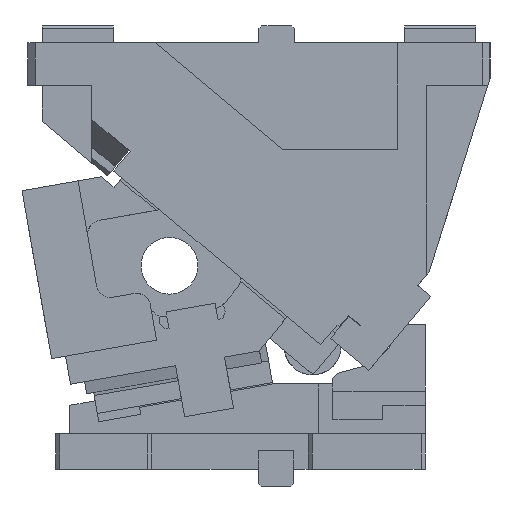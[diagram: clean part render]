
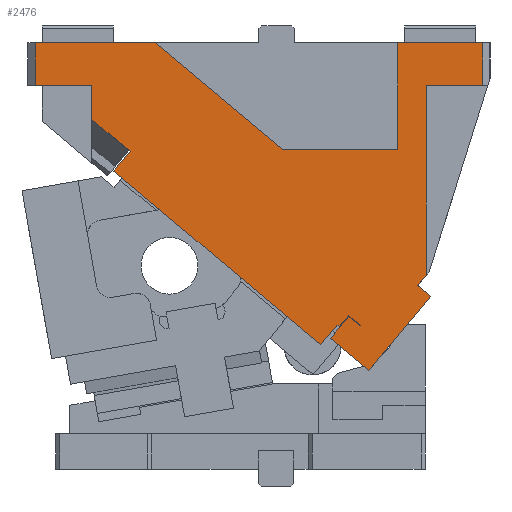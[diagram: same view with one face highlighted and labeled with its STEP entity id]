
A CAD part, left-side view. The second image highlights one B-rep face of the part: STEP entity #2476.
In plain terms, the highlighted planar face has unit normal (-1, 0, 0).
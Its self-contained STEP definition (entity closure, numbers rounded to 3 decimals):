
#787=CARTESIAN_POINT('Line Origine',(429.811,979.322,-65.212)) ;
#791=CARTESIAN_POINT('Vertex',(429.811,992.73,-53.961)) ;
#793=CARTESIAN_POINT('Vertex',(429.811,965.914,-76.462)) ;
#1232=CARTESIAN_POINT('Line Origine',(429.811,992.73,-41.98)) ;
#1236=CARTESIAN_POINT('Vertex',(429.811,992.73,-30.)) ;
#1994=CARTESIAN_POINT('Vertex',(429.811,763.549,-170.553)) ;
#2022=CARTESIAN_POINT('Vertex',(429.811,757.73,-163.618)) ;
#2025=CARTESIAN_POINT('Line Origine',(429.811,760.64,-167.085)) ;
#2294=CARTESIAN_POINT('Axis2P3D Location',(429.811,871.601,-62.301)) ;
#2299=CARTESIAN_POINT('Line Origine',(429.811,776.212,-204.312)) ;
#2303=CARTESIAN_POINT('Vertex',(429.811,798.066,-230.357)) ;
#2305=CARTESIAN_POINT('Vertex',(429.811,754.357,-178.266)) ;
#2308=CARTESIAN_POINT('Line Origine',(429.811,758.953,-174.409)) ;
#2313=CARTESIAN_POINT('Line Origine',(429.811,757.73,-96.809)) ;
#2317=CARTESIAN_POINT('Vertex',(429.811,757.73,-30.)) ;
#2320=CARTESIAN_POINT('Line Origine',(429.811,737.73,-30.)) ;
#2324=CARTESIAN_POINT('Vertex',(429.811,717.73,-30.)) ;
#2327=CARTESIAN_POINT('Line Origine',(429.811,717.73,-15.)) ;
#2331=CARTESIAN_POINT('Vertex',(429.811,717.73,0.)) ;
#2334=CARTESIAN_POINT('Line Origine',(429.811,747.73,0.)) ;
#2338=CARTESIAN_POINT('Vertex',(429.811,777.73,0.)) ;
#2341=CARTESIAN_POINT('Line Origine',(429.811,777.73,-37.5)) ;
#2345=CARTESIAN_POINT('Vertex',(429.811,777.73,-75.)) ;
#2348=CARTESIAN_POINT('Line Origine',(429.811,818.245,-75.)) ;
#2352=CARTESIAN_POINT('Vertex',(429.811,858.76,-75.)) ;
#2355=CARTESIAN_POINT('Line Origine',(429.811,903.448,-37.5)) ;
#2359=CARTESIAN_POINT('Vertex',(429.811,948.136,0.)) ;
#2362=CARTESIAN_POINT('Line Origine',(429.811,990.433,0.)) ;
#2366=CARTESIAN_POINT('Vertex',(429.811,1032.73,0.)) ;
#2369=CARTESIAN_POINT('Line Origine',(429.811,1032.73,-15.)) ;
#2373=CARTESIAN_POINT('Vertex',(429.811,1032.73,-30.)) ;
#2376=CARTESIAN_POINT('Line Origine',(429.811,1012.73,-30.)) ;
#2381=CARTESIAN_POINT('Line Origine',(429.811,971.699,-83.357)) ;
#2385=CARTESIAN_POINT('Vertex',(429.811,977.484,-90.251)) ;
#2388=CARTESIAN_POINT('Line Origine',(429.811,904.71,-151.316)) ;
#2392=CARTESIAN_POINT('Vertex',(429.811,831.935,-212.381)) ;
#2395=CARTESIAN_POINT('Line Origine',(429.811,826.15,-205.486)) ;
#2399=CARTESIAN_POINT('Vertex',(429.811,820.365,-198.592)) ;
#2402=CARTESIAN_POINT('Line Origine',(429.811,819.599,-199.235)) ;
#2406=CARTESIAN_POINT('Vertex',(429.811,818.833,-199.878)) ;
#2409=CARTESIAN_POINT('Line Origine',(429.811,815.458,-195.856)) ;
#2413=CARTESIAN_POINT('Vertex',(429.811,812.084,-191.834)) ;
#2416=CARTESIAN_POINT('Line Origine',(429.811,808.062,-195.209)) ;
#2420=CARTESIAN_POINT('Vertex',(429.811,804.04,-198.583)) ;
#2423=CARTESIAN_POINT('Line Origine',(429.811,804.201,-198.775)) ;
#2427=CARTESIAN_POINT('Vertex',(429.811,804.362,-198.966)) ;
#2430=CARTESIAN_POINT('Line Origine',(429.811,808.192,-195.753)) ;
#2434=CARTESIAN_POINT('Vertex',(429.811,812.022,-192.539)) ;
#2437=CARTESIAN_POINT('Line Origine',(429.811,818.45,-200.199)) ;
#2441=CARTESIAN_POINT('Vertex',(429.811,824.878,-207.859)) ;
#2444=CARTESIAN_POINT('Line Origine',(429.811,811.472,-219.108)) ;
#788=DIRECTION('Vector Direction',(0.,-0.766,-0.643)) ;
#1233=DIRECTION('Vector Direction',(0.,0.,-1.)) ;
#2026=DIRECTION('Vector Direction',(0.,0.643,-0.766)) ;
#2295=DIRECTION('Axis2P3D Direction',(1.,0.,0.)) ;
#2296=DIRECTION('Axis2P3D XDirection',(0.,1.,0.)) ;
#2300=DIRECTION('Vector Direction',(0.,-0.643,0.766)) ;
#2309=DIRECTION('Vector Direction',(0.,0.766,0.643)) ;
#2314=DIRECTION('Vector Direction',(0.,0.,1.)) ;
#2321=DIRECTION('Vector Direction',(0.,-1.,0.)) ;
#2328=DIRECTION('Vector Direction',(0.,0.,-1.)) ;
#2335=DIRECTION('Vector Direction',(0.,-1.,0.)) ;
#2342=DIRECTION('Vector Direction',(0.,0.,-1.)) ;
#2349=DIRECTION('Vector Direction',(0.,1.,0.)) ;
#2356=DIRECTION('Vector Direction',(0.,-0.766,-0.643)) ;
#2363=DIRECTION('Vector Direction',(0.,1.,0.)) ;
#2370=DIRECTION('Vector Direction',(0.,0.,1.)) ;
#2377=DIRECTION('Vector Direction',(0.,-1.,0.)) ;
#2382=DIRECTION('Vector Direction',(0.,-0.643,0.766)) ;
#2389=DIRECTION('Vector Direction',(0.,-0.766,-0.643)) ;
#2396=DIRECTION('Vector Direction',(0.,-0.643,0.766)) ;
#2403=DIRECTION('Vector Direction',(0.,-0.766,-0.643)) ;
#2410=DIRECTION('Vector Direction',(0.,-0.643,0.766)) ;
#2417=DIRECTION('Vector Direction',(0.,-0.766,-0.643)) ;
#2424=DIRECTION('Vector Direction',(0.,0.643,-0.766)) ;
#2431=DIRECTION('Vector Direction',(0.,-0.766,-0.643)) ;
#2438=DIRECTION('Vector Direction',(0.,-0.643,0.766)) ;
#2445=DIRECTION('Vector Direction',(0.,-0.766,-0.643)) ;
#2297=AXIS2_PLACEMENT_3D('Plane Axis2P3D',#2294,#2295,#2296) ;
#2450=ORIENTED_EDGE('',*,*,#2307,.T.) ;
#2451=ORIENTED_EDGE('',*,*,#2312,.T.) ;
#2452=ORIENTED_EDGE('',*,*,#2029,.F.) ;
#2453=ORIENTED_EDGE('',*,*,#2319,.T.) ;
#2454=ORIENTED_EDGE('',*,*,#2326,.T.) ;
#2455=ORIENTED_EDGE('',*,*,#2333,.F.) ;
#2456=ORIENTED_EDGE('',*,*,#2340,.F.) ;
#2457=ORIENTED_EDGE('',*,*,#2347,.T.) ;
#2458=ORIENTED_EDGE('',*,*,#2354,.T.) ;
#2459=ORIENTED_EDGE('',*,*,#2361,.F.) ;
#2460=ORIENTED_EDGE('',*,*,#2368,.T.) ;
#2461=ORIENTED_EDGE('',*,*,#2375,.F.) ;
#2462=ORIENTED_EDGE('',*,*,#2380,.T.) ;
#2463=ORIENTED_EDGE('',*,*,#1238,.T.) ;
#2464=ORIENTED_EDGE('',*,*,#795,.T.) ;
#2465=ORIENTED_EDGE('',*,*,#2387,.F.) ;
#2466=ORIENTED_EDGE('',*,*,#2394,.F.) ;
#2467=ORIENTED_EDGE('',*,*,#2401,.T.) ;
#2468=ORIENTED_EDGE('',*,*,#2408,.T.) ;
#2469=ORIENTED_EDGE('',*,*,#2415,.T.) ;
#2470=ORIENTED_EDGE('',*,*,#2422,.T.) ;
#2471=ORIENTED_EDGE('',*,*,#2429,.T.) ;
#2472=ORIENTED_EDGE('',*,*,#2436,.F.) ;
#2473=ORIENTED_EDGE('',*,*,#2443,.F.) ;
#2474=ORIENTED_EDGE('',*,*,#2448,.T.) ;
#789=VECTOR('Line Direction',#788,1.) ;
#1234=VECTOR('Line Direction',#1233,1.) ;
#2027=VECTOR('Line Direction',#2026,1.) ;
#2301=VECTOR('Line Direction',#2300,1.) ;
#2310=VECTOR('Line Direction',#2309,1.) ;
#2315=VECTOR('Line Direction',#2314,1.) ;
#2322=VECTOR('Line Direction',#2321,1.) ;
#2329=VECTOR('Line Direction',#2328,1.) ;
#2336=VECTOR('Line Direction',#2335,1.) ;
#2343=VECTOR('Line Direction',#2342,1.) ;
#2350=VECTOR('Line Direction',#2349,1.) ;
#2357=VECTOR('Line Direction',#2356,1.) ;
#2364=VECTOR('Line Direction',#2363,1.) ;
#2371=VECTOR('Line Direction',#2370,1.) ;
#2378=VECTOR('Line Direction',#2377,1.) ;
#2383=VECTOR('Line Direction',#2382,1.) ;
#2390=VECTOR('Line Direction',#2389,1.) ;
#2397=VECTOR('Line Direction',#2396,1.) ;
#2404=VECTOR('Line Direction',#2403,1.) ;
#2411=VECTOR('Line Direction',#2410,1.) ;
#2418=VECTOR('Line Direction',#2417,1.) ;
#2425=VECTOR('Line Direction',#2424,1.) ;
#2432=VECTOR('Line Direction',#2431,1.) ;
#2439=VECTOR('Line Direction',#2438,1.) ;
#2446=VECTOR('Line Direction',#2445,1.) ;
#2476=ADVANCED_FACE('CAM HOLDER',(#2475),#2298,.F.) ;
#795=EDGE_CURVE('',#792,#794,#790,.T.) ;
#1238=EDGE_CURVE('',#1237,#792,#1235,.T.) ;
#2029=EDGE_CURVE('',#2023,#1995,#2028,.T.) ;
#2307=EDGE_CURVE('',#2304,#2306,#2302,.T.) ;
#2312=EDGE_CURVE('',#2306,#1995,#2311,.T.) ;
#2319=EDGE_CURVE('',#2023,#2318,#2316,.T.) ;
#2326=EDGE_CURVE('',#2318,#2325,#2323,.T.) ;
#2333=EDGE_CURVE('',#2332,#2325,#2330,.T.) ;
#2340=EDGE_CURVE('',#2339,#2332,#2337,.T.) ;
#2347=EDGE_CURVE('',#2339,#2346,#2344,.T.) ;
#2354=EDGE_CURVE('',#2346,#2353,#2351,.T.) ;
#2361=EDGE_CURVE('',#2360,#2353,#2358,.T.) ;
#2368=EDGE_CURVE('',#2360,#2367,#2365,.T.) ;
#2375=EDGE_CURVE('',#2374,#2367,#2372,.T.) ;
#2380=EDGE_CURVE('',#2374,#1237,#2379,.T.) ;
#2387=EDGE_CURVE('',#2386,#794,#2384,.T.) ;
#2394=EDGE_CURVE('',#2393,#2386,#2391,.F.) ;
#2401=EDGE_CURVE('',#2393,#2400,#2398,.T.) ;
#2408=EDGE_CURVE('',#2400,#2407,#2405,.T.) ;
#2415=EDGE_CURVE('',#2407,#2414,#2412,.T.) ;
#2422=EDGE_CURVE('',#2414,#2421,#2419,.T.) ;
#2429=EDGE_CURVE('',#2421,#2428,#2426,.T.) ;
#2436=EDGE_CURVE('',#2435,#2428,#2433,.T.) ;
#2443=EDGE_CURVE('',#2442,#2435,#2440,.T.) ;
#2448=EDGE_CURVE('',#2442,#2304,#2447,.T.) ;
#2449=EDGE_LOOP('',(#2450,#2451,#2452,#2453,#2454,#2455,#2456,#2457,#2458,#2459,#2460,#2461,#2462,#2463,#2464,#2465,#2466,#2467,#2468,#2469,#2470,#2471,#2472,#2473,#2474)) ;
#2475=FACE_OUTER_BOUND('',#2449,.T.) ;
#790=LINE('Line',#787,#789) ;
#1235=LINE('Line',#1232,#1234) ;
#2028=LINE('Line',#2025,#2027) ;
#2302=LINE('Line',#2299,#2301) ;
#2311=LINE('Line',#2308,#2310) ;
#2316=LINE('Line',#2313,#2315) ;
#2323=LINE('Line',#2320,#2322) ;
#2330=LINE('Line',#2327,#2329) ;
#2337=LINE('Line',#2334,#2336) ;
#2344=LINE('Line',#2341,#2343) ;
#2351=LINE('Line',#2348,#2350) ;
#2358=LINE('Line',#2355,#2357) ;
#2365=LINE('Line',#2362,#2364) ;
#2372=LINE('Line',#2369,#2371) ;
#2379=LINE('Line',#2376,#2378) ;
#2384=LINE('Line',#2381,#2383) ;
#2391=LINE('Line',#2388,#2390) ;
#2398=LINE('Line',#2395,#2397) ;
#2405=LINE('Line',#2402,#2404) ;
#2412=LINE('Line',#2409,#2411) ;
#2419=LINE('Line',#2416,#2418) ;
#2426=LINE('Line',#2423,#2425) ;
#2433=LINE('Line',#2430,#2432) ;
#2440=LINE('Line',#2437,#2439) ;
#2447=LINE('Line',#2444,#2446) ;
#2298=PLANE('Plane',#2297) ;
#792=VERTEX_POINT('',#791) ;
#794=VERTEX_POINT('',#793) ;
#1237=VERTEX_POINT('',#1236) ;
#1995=VERTEX_POINT('',#1994) ;
#2023=VERTEX_POINT('',#2022) ;
#2304=VERTEX_POINT('',#2303) ;
#2306=VERTEX_POINT('',#2305) ;
#2318=VERTEX_POINT('',#2317) ;
#2325=VERTEX_POINT('',#2324) ;
#2332=VERTEX_POINT('',#2331) ;
#2339=VERTEX_POINT('',#2338) ;
#2346=VERTEX_POINT('',#2345) ;
#2353=VERTEX_POINT('',#2352) ;
#2360=VERTEX_POINT('',#2359) ;
#2367=VERTEX_POINT('',#2366) ;
#2374=VERTEX_POINT('',#2373) ;
#2386=VERTEX_POINT('',#2385) ;
#2393=VERTEX_POINT('',#2392) ;
#2400=VERTEX_POINT('',#2399) ;
#2407=VERTEX_POINT('',#2406) ;
#2414=VERTEX_POINT('',#2413) ;
#2421=VERTEX_POINT('',#2420) ;
#2428=VERTEX_POINT('',#2427) ;
#2435=VERTEX_POINT('',#2434) ;
#2442=VERTEX_POINT('',#2441) ;
